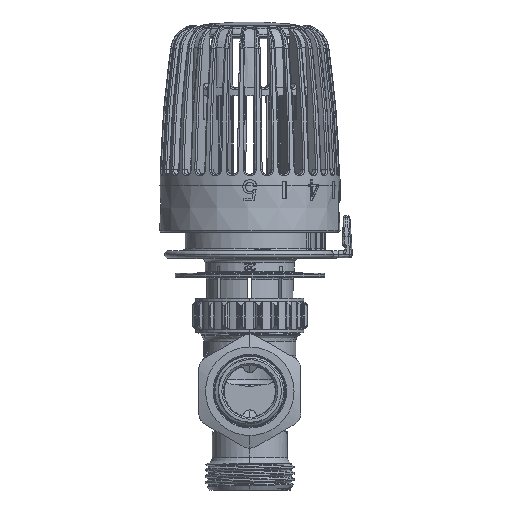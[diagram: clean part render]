
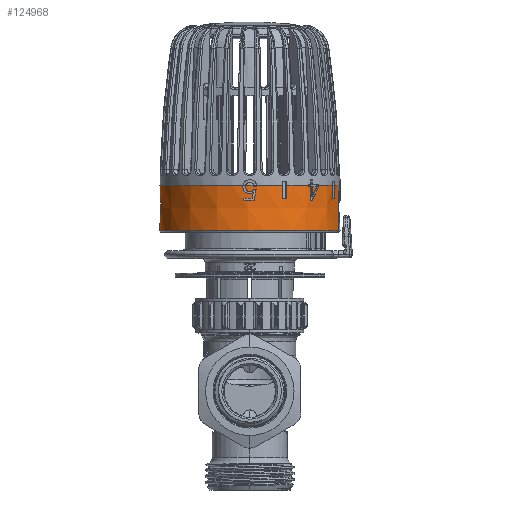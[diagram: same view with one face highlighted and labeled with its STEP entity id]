
A CAD part, front view. The second image highlights one B-rep face of the part: STEP entity #124968.
In plain terms, the highlighted conical face has half-angle 0.5 degrees and reference radius 26.442 mm.
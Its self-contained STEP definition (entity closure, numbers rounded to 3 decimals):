
#78288=CARTESIAN_POINT('',(0.,0.,60.4));
#78289=DIRECTION('',(0.,0.,1.));
#78290=DIRECTION('',(-0.981,0.195,0.));
#78291=AXIS2_PLACEMENT_3D('',#78288,#78289,#78290);
#78293=DIRECTION('',(-0.009,0.002,-1.));
#78294=VECTOR('',#78293,13.301);
#78295=CARTESIAN_POINT('',(-25.877,5.147,60.4));
#78296=LINE('',#78295,#78294);
#78297=DIRECTION('',(0.009,-0.002,-1.));
#78298=VECTOR('',#78297,13.301);
#78299=CARTESIAN_POINT('',(25.877,-5.147,60.4));
#78300=LINE('',#78299,#78298);
#78311=CARTESIAN_POINT('',(0.,0.,47.1));
#78312=DIRECTION('',(0.,0.,1.));
#78313=DIRECTION('',(-0.981,0.195,0.));
#78314=AXIS2_PLACEMENT_3D('',#78311,#78312,#78313);
#108379=CARTESIAN_POINT('',(-25.877,5.147,60.4));
#108380=CARTESIAN_POINT('',(-25.991,5.17,47.1));
#108381=VERTEX_POINT('',#108379);
#108382=VERTEX_POINT('',#108380);
#108383=CARTESIAN_POINT('',(25.877,-5.147,60.4));
#108384=CARTESIAN_POINT('',(25.991,-5.17,47.1));
#108385=VERTEX_POINT('',#108383);
#108386=VERTEX_POINT('',#108384);
#124954=CARTESIAN_POINT('',(0.,0.,53.75));
#124955=DIRECTION('',(0.,0.,-1.));
#124956=DIRECTION('',(-0.981,0.195,0.));
#124957=AXIS2_PLACEMENT_3D('',#124954,#124955,#124956);
#124958=CONICAL_SURFACE('',#124957,26.442,0.5);
#124960=ORIENTED_EDGE('',*,*,#124959,.F.);
#124961=ORIENTED_EDGE('',*,*,#124769,.T.);
#124963=ORIENTED_EDGE('',*,*,#124962,.T.);
#124965=ORIENTED_EDGE('',*,*,#124964,.F.);
#124966=EDGE_LOOP('',(#124960,#124961,#124963,#124965));
#124967=FACE_OUTER_BOUND('',#124966,.F.);
#124968=ADVANCED_FACE('',(#124967),#124958,.T.);
#78292=CIRCLE('',#78291,26.384);
#78315=CIRCLE('',#78314,26.5);
#124769=EDGE_CURVE('',#108381,#108385,#78292,.T.);
#124959=EDGE_CURVE('',#108381,#108382,#78296,.T.);
#124962=EDGE_CURVE('',#108385,#108386,#78300,.T.);
#124964=EDGE_CURVE('',#108382,#108386,#78315,.T.);
